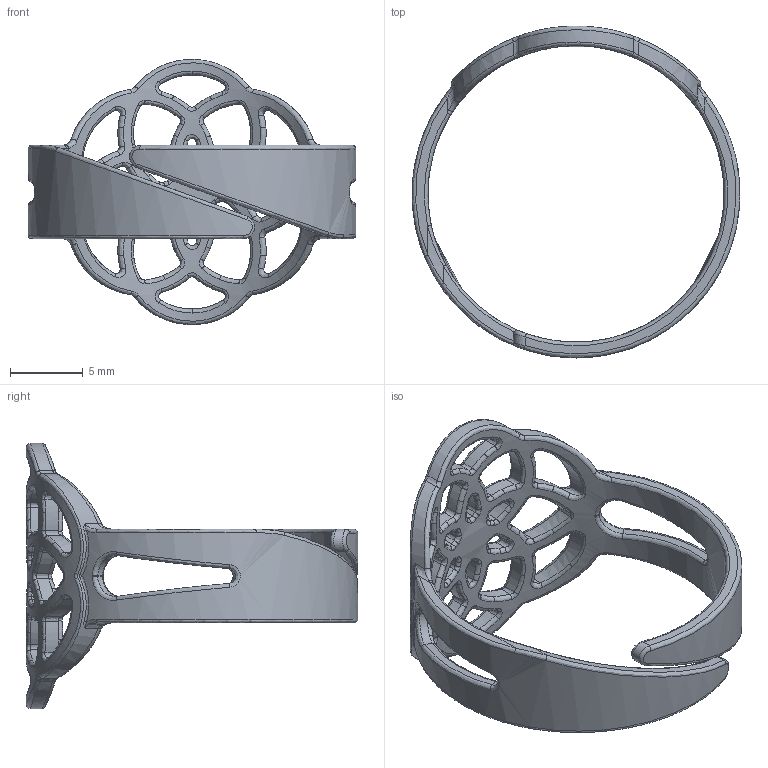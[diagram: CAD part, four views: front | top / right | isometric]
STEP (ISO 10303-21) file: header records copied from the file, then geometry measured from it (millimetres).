
FILE_DESCRIPTION(('FreeCAD Model'),'2;1');
FILE_NAME('Open CASCADE Shape Model','2025-04-27T17:25:26',('FreeCAD'),( 'FreeCAD'),'Open CASCADE STEP processor 7.6','FreeCAD','Unknown');
FILE_SCHEMA(('AUTOMOTIVE_DESIGN { 1 0 10303 214 1 1 1 1 }'));
Products named in the file (1): Open CASCADE STEP translator 7.6 1
Bounding box: 22.56 x 22.83 x 18.25 mm (x, y, z)
Volume: 489.5 mm3; surface area: 1231.4 mm2
Topology: 1 solids, 1 shells, 639 faces, 1560 edges, 922 vertices
Faces by surface type: bspline 639
Entity records: 36094 total; most frequent: CARTESIAN_POINT 27388, ORIENTED_EDGE 3120, EDGE_CURVE 1560, B_SPLINE_CURVE_WITH_KNOTS 1082, VERTEX_POINT 922, FACE_BOUND 678, EDGE_LOOP 678, ADVANCED_FACE 639
